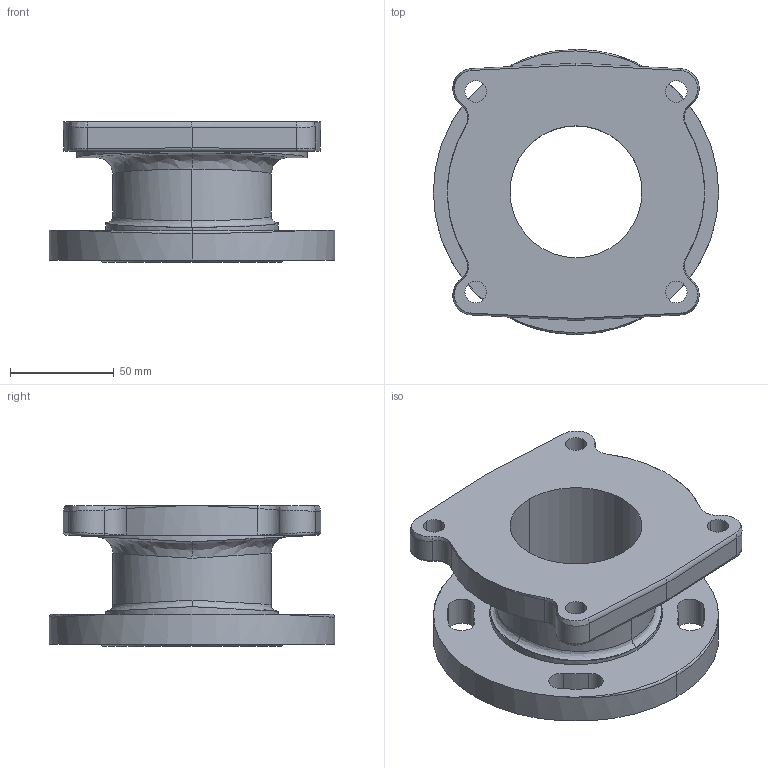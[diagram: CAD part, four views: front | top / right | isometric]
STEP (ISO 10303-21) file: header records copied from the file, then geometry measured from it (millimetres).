
FILE_DESCRIPTION((''),'2;1');
FILE_NAME('2_5_B1SX_06','2012-02-21T',('sobri'),(''),'PRO/ENGINEER BY PARAMETRIC TECHNOLOGY CORPORATION, 2011180','PRO/ENGINEER BY PARAMETRIC TECHNOLOGY CORPORATION, 2011180','');
FILE_SCHEMA(('CONFIG_CONTROL_DESIGN'));
Length unit declared in the file: inch
Products named in the file (1): 2_5_B1SX_06
Bounding box: 137.31 x 137.31 x 67.86 mm (x, y, z)
Volume: 363785.7 mm3; surface area: 83577.2 mm2
Topology: 1 solids, 1 shells, 104 faces, 260 edges, 162 vertices
Faces by surface type: cylinder 56, bspline 32, plane 14, torus 2
Entity records: 5507 total; most frequent: CARTESIAN_POINT 3167, ORIENTED_EDGE 520, DIRECTION 420, EDGE_CURVE 260, AXIS2_PLACEMENT_3D 178, VERTEX_POINT 162, EDGE_LOOP 126, CIRCLE 106
